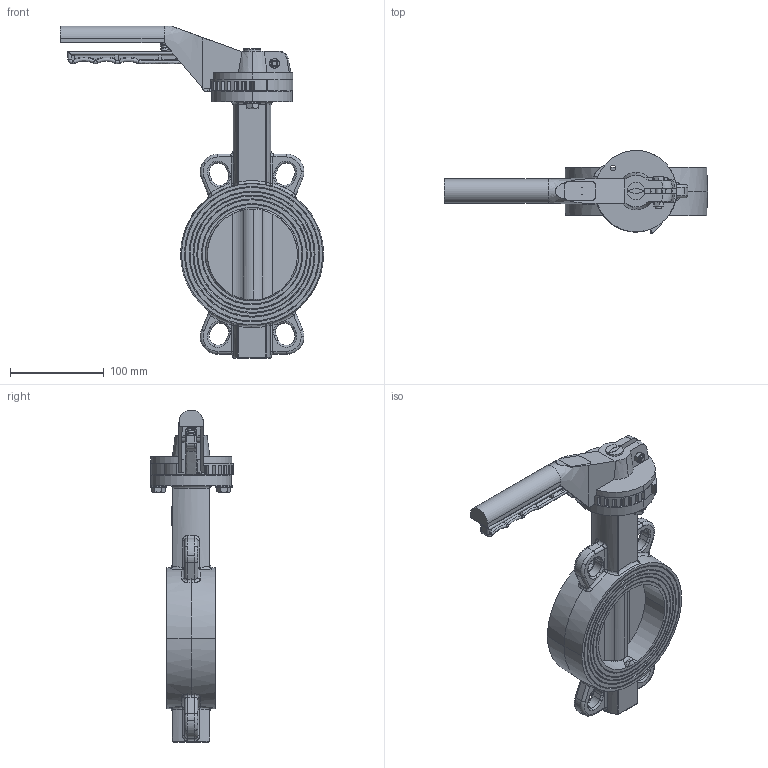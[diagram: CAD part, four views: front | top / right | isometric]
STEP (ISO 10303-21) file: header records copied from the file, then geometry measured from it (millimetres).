
FILE_DESCRIPTION(('HOOPS Exchange Step'),'2;1');
FILE_NAME('AK0813_DN100.stp','2025-08-13T13:11:23+02:00',('nieru'),('Unknown organisation'),'HOOPS Exchange 2024.2','HOOPS Exchange','Unknown authorisation');
FILE_SCHEMA( ('AP203_CONFIGURATION_CONTROLLED_3D_DESIGN_OF_MECHANICAL_PARTS_AND_ASSEMBLIES_MIM_LF') );
Length unit declared in the file: millimetre
Products named in the file (2): 0; root
Assembly tree (1 placements, depth 2):
  root
    0
Bounding box: 281.5 x 89.79 x 355 mm (x, y, z)
Volume: 1142644.8 mm3; surface area: 267046.1 mm2
Topology: 17 solids, 17 shells, 1819 faces, 4740 edges, 2966 vertices
Faces by surface type: cylinder 685, plane 629, torus 232, cone 158, bspline 92, sphere 23
Full cylindrical faces by diameter (mm): 6 x1, 17.2 x1
Entity records: 113580 total; most frequent: CARTESIAN_POINT 71168, ORIENTED_EDGE 9444, DIRECTION 8072, EDGE_CURVE 4722, AXIS2_PLACEMENT_3D 3078, VERTEX_POINT 2966, EDGE_LOOP 1980, FACE_BOUND 1980
